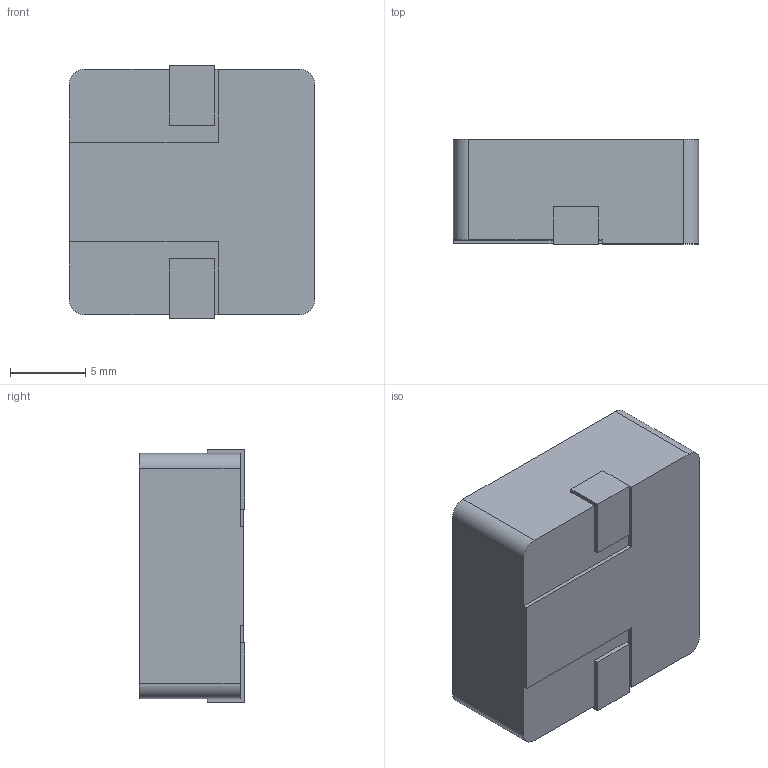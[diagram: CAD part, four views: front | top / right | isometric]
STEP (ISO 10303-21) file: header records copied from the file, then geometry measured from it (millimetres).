
FILE_DESCRIPTION (( 'STEP AP214' ), '1' );
FILE_NAME ('Coilcraft-MLC1770.STEP', '2019-01-09T05:15:11', ( '' ), ( '' ), 'SwSTEP 2.0', 'SolidWorks 2018', '' );
FILE_SCHEMA (( 'AUTOMOTIVE_DESIGN' ));
Length unit declared in the file: millimetre
Products named in the file (1): Coilcraft-MLC1770
Bounding box: 16.3 x 7 x 16.8 mm (x, y, z)
Volume: 1827.1 mm3; surface area: 985 mm2
Topology: 1 solids, 1 shells, 445 faces, 1161 edges, 744 vertices
Faces by surface type: bspline 227, plane 214, cylinder 4
Entity records: 23784 total; most frequent: CARTESIAN_POINT 10288, ORIENTED_EDGE 2322, EDGE_CURVE 1161, B_SPLINE_CURVE_WITH_KNOTS 818, DIRECTION 781, VERTEX_POINT 744, EDGE_LOOP 471, UNCERTAINTY_MEASURE_WITH_UNIT 448
